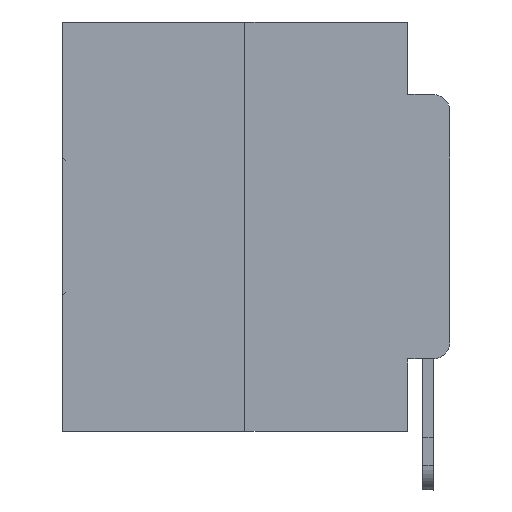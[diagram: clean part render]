
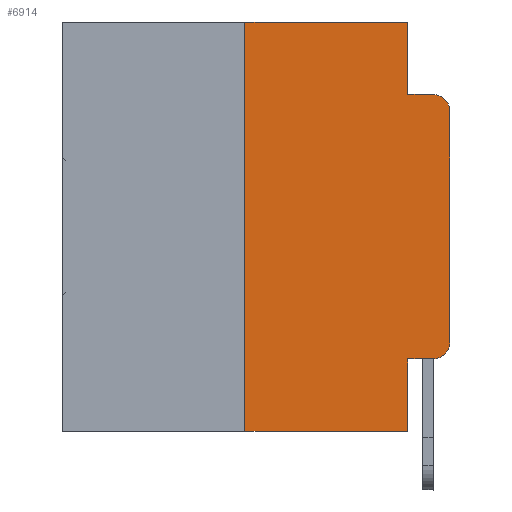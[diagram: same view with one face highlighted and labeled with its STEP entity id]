
A CAD part, left-side view. The second image highlights one B-rep face of the part: STEP entity #6914.
In plain terms, the highlighted planar face has unit normal (-1, 0, 0).
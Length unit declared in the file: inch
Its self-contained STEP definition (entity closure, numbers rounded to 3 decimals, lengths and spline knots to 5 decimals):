
#746 = CARTESIAN_POINT ( 'NONE',  ( 0., 0.25, -0.5 ) ) ;
#763 = VERTEX_POINT ( 'NONE', #4124 ) ;
#795 = EDGE_CURVE ( 'NONE', #21113, #31315, #13465, .T. ) ;
#1898 = ORIENTED_EDGE ( 'NONE', *, *, #795, .T. ) ;
#2530 = CARTESIAN_POINT ( 'NONE',  ( 0., 0.051, 0. ) ) ;
#2659 = FACE_OUTER_BOUND ( 'NONE', #20306, .T. ) ;
#3057 = VECTOR ( 'NONE', #9114, 39.37008 ) ;
#3268 = VECTOR ( 'NONE', #28035, 39.37008 ) ;
#3915 = CARTESIAN_POINT ( 'NONE',  ( 0., 0.051, -0.0885 ) ) ;
#4124 = CARTESIAN_POINT ( 'NONE',  ( 0., 0.02, -0.0885 ) ) ;
#4860 = ORIENTED_EDGE ( 'NONE', *, *, #19655, .F. ) ;
#5360 = CARTESIAN_POINT ( 'NONE',  ( 0., 0.051, 0. ) ) ;
#5513 = CARTESIAN_POINT ( 'NONE',  ( 0., 0., -0.3915 ) ) ;
#5648 = DIRECTION ( 'NONE',  ( -1., 0., 0. ) ) ;
#5818 = CARTESIAN_POINT ( 'NONE',  ( 0., 0.051, -0.5 ) ) ;
#6099 = DIRECTION ( 'NONE',  ( 0., -1., 0. ) ) ;
#6825 = CARTESIAN_POINT ( 'NONE',  ( 0., 0.473, -0.5 ) ) ;
#6914 = ADVANCED_FACE ( 'NONE', ( #2659 ), #22572, .F. ) ;
#7210 = CARTESIAN_POINT ( 'NONE',  ( 0., 0.473, 0. ) ) ;
#8044 = CIRCLE ( 'NONE', #21582, 0.02 ) ;
#8164 = DIRECTION ( 'NONE',  ( 0., -1., 0. ) ) ;
#8341 = LINE ( 'NONE', #25984, #23690 ) ;
#8488 = LINE ( 'NONE', #18446, #20644 ) ;
#8814 = AXIS2_PLACEMENT_3D ( 'NONE', #7210, #12781, #22735 ) ;
#9114 = DIRECTION ( 'NONE',  ( 0., -1., 0. ) ) ;
#9599 = CARTESIAN_POINT ( 'NONE',  ( 0., 0.25, 0. ) ) ;
#9893 = CARTESIAN_POINT ( 'NONE',  ( 0., 0., 0. ) ) ;
#10059 = ORIENTED_EDGE ( 'NONE', *, *, #26250, .T. ) ;
#10422 = CIRCLE ( 'NONE', #31294, 0.02 ) ;
#11142 = ORIENTED_EDGE ( 'NONE', *, *, #14574, .F. ) ;
#11166 = EDGE_CURVE ( 'NONE', #16953, #14765, #20186, .T. ) ;
#11801 = DIRECTION ( 'NONE',  ( -1., 0., 0. ) ) ;
#12776 = CARTESIAN_POINT ( 'NONE',  ( 0., 0.02, -0.4115 ) ) ;
#12781 = DIRECTION ( 'NONE',  ( 1., 0., 0. ) ) ;
#12821 = VECTOR ( 'NONE', #27024, 39.37008 ) ;
#13179 = DIRECTION ( 'NONE',  ( 0., 0., -1. ) ) ;
#13198 = ORIENTED_EDGE ( 'NONE', *, *, #13490, .F. ) ;
#13465 = LINE ( 'NONE', #16398, #13714 ) ;
#13490 = EDGE_CURVE ( 'NONE', #25744, #16763, #8341, .T. ) ;
#13714 = VECTOR ( 'NONE', #6099, 39.37008 ) ;
#14570 = VERTEX_POINT ( 'NONE', #17235 ) ;
#14574 = EDGE_CURVE ( 'NONE', #21113, #21730, #27350, .T. ) ;
#14765 = VERTEX_POINT ( 'NONE', #29766 ) ;
#15639 = VECTOR ( 'NONE', #18295, 39.37008 ) ;
#16345 = LINE ( 'NONE', #3915, #23357 ) ;
#16398 = CARTESIAN_POINT ( 'NONE',  ( 0., 0.051, -0.4115 ) ) ;
#16493 = DIRECTION ( 'NONE',  ( 0., -1., 0. ) ) ;
#16763 = VERTEX_POINT ( 'NONE', #9599 ) ;
#16895 = VERTEX_POINT ( 'NONE', #5360 ) ;
#16953 = VERTEX_POINT ( 'NONE', #5513 ) ;
#17235 = CARTESIAN_POINT ( 'NONE',  ( 0., 0.051, -0.0885 ) ) ;
#17761 = EDGE_CURVE ( 'NONE', #16763, #16895, #8488, .T. ) ;
#18295 = DIRECTION ( 'NONE',  ( 0., 0., -1. ) ) ;
#18446 = CARTESIAN_POINT ( 'NONE',  ( 0., 0.473, 0. ) ) ;
#18578 = ORIENTED_EDGE ( 'NONE', *, *, #11166, .T. ) ;
#19655 = EDGE_CURVE ( 'NONE', #14570, #763, #16345, .T. ) ;
#19734 = CARTESIAN_POINT ( 'NONE',  ( 0., 0.051, -0.4115 ) ) ;
#20186 = LINE ( 'NONE', #9893, #3268 ) ;
#20306 = EDGE_LOOP ( 'NONE', ( #18578, #22195, #4860, #21457, #21021, #13198, #28970, #11142, #1898, #10059 ) ) ;
#20644 = VECTOR ( 'NONE', #16493, 39.37008 ) ;
#21021 = ORIENTED_EDGE ( 'NONE', *, *, #17761, .F. ) ;
#21113 = VERTEX_POINT ( 'NONE', #19734 ) ;
#21457 = ORIENTED_EDGE ( 'NONE', *, *, #28092, .F. ) ;
#21582 = AXIS2_PLACEMENT_3D ( 'NONE', #23894, #11801, #26521 ) ;
#21691 = EDGE_CURVE ( 'NONE', #14765, #763, #10422, .T. ) ;
#21730 = VERTEX_POINT ( 'NONE', #5818 ) ;
#21850 = LINE ( 'NONE', #6825, #3057 ) ;
#22195 = ORIENTED_EDGE ( 'NONE', *, *, #21691, .T. ) ;
#22552 = LINE ( 'NONE', #30566, #15639 ) ;
#22572 = PLANE ( 'NONE',  #8814 ) ;
#22735 = DIRECTION ( 'NONE',  ( 0., 0., -1. ) ) ;
#23357 = VECTOR ( 'NONE', #8164, 39.37008 ) ;
#23604 = CARTESIAN_POINT ( 'NONE',  ( 0., 0.02, -0.1085 ) ) ;
#23690 = VECTOR ( 'NONE', #31056, 39.37008 ) ;
#23894 = CARTESIAN_POINT ( 'NONE',  ( 0., 0.02, -0.3915 ) ) ;
#25744 = VERTEX_POINT ( 'NONE', #746 ) ;
#25984 = CARTESIAN_POINT ( 'NONE',  ( 0., 0.25, 0. ) ) ;
#26250 = EDGE_CURVE ( 'NONE', #31315, #16953, #8044, .T. ) ;
#26521 = DIRECTION ( 'NONE',  ( 0., 0., -1. ) ) ;
#26607 = EDGE_CURVE ( 'NONE', #25744, #21730, #21850, .T. ) ;
#27024 = DIRECTION ( 'NONE',  ( 0., 0., -1. ) ) ;
#27350 = LINE ( 'NONE', #2530, #12821 ) ;
#28035 = DIRECTION ( 'NONE',  ( 0., 0., 1. ) ) ;
#28092 = EDGE_CURVE ( 'NONE', #16895, #14570, #22552, .T. ) ;
#28970 = ORIENTED_EDGE ( 'NONE', *, *, #26607, .T. ) ;
#29766 = CARTESIAN_POINT ( 'NONE',  ( 0., 0., -0.1085 ) ) ;
#30566 = CARTESIAN_POINT ( 'NONE',  ( 0., 0.051, 0. ) ) ;
#31056 = DIRECTION ( 'NONE',  ( 0., 0., 1. ) ) ;
#31294 = AXIS2_PLACEMENT_3D ( 'NONE', #23604, #5648, #13179 ) ;
#31315 = VERTEX_POINT ( 'NONE', #12776 ) ;
